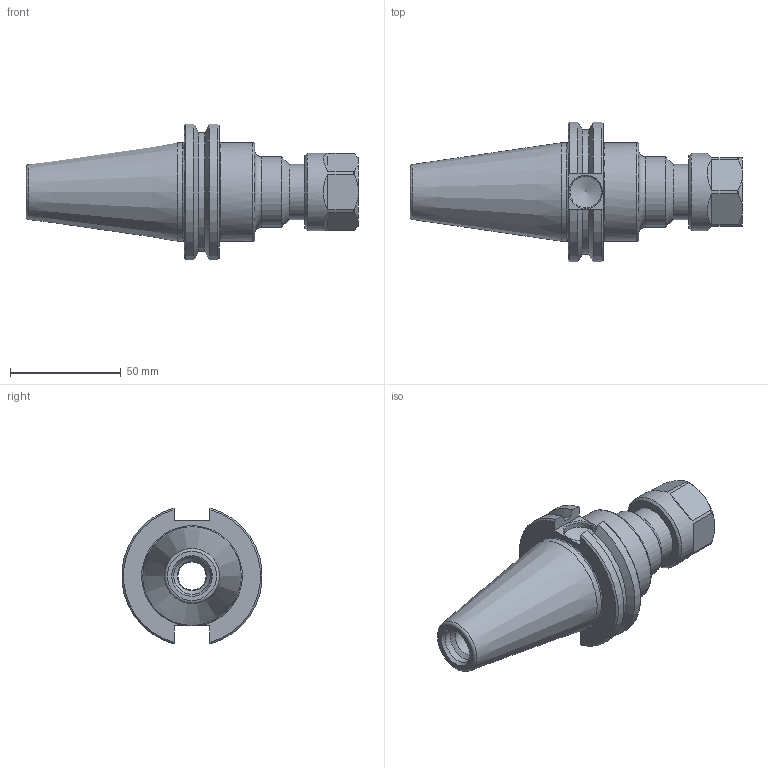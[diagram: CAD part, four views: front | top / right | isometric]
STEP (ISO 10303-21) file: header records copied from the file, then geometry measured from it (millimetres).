
FILE_DESCRIPTION((''),'2;1');
FILE_NAME('C40-20ER322CN.stp','2014-07-25T09:08:03',('kaykin'),(''),'Autodesk Inventor 2012','Autodesk Inventor 2012','');
FILE_SCHEMA(('AUTOMOTIVE_DESIGN { 1 0 10303 214 1 1 1 1 }'));
Length unit declared in the file: inch
Products named in the file (3): C40-20ER322CN; C40-20ER3-1; 20ERHCN
Assembly tree (2 placements, depth 2):
  C40-20ER322CN
    C40-20ER3-1
    20ERHCN
Bounding box: 150.05 x 63.26 x 61.38 mm (x, y, z)
Volume: 147789.7 mm3; surface area: 32176.3 mm2
Topology: 2 solids, 2 shells, 89 faces, 223 edges, 142 vertices
Faces by surface type: plane 29, cone 28, cylinder 21, torus 11
Full cylindrical faces by diameter (mm): 12.751 x1, 13.386 x1, 14.3 x1, 14.478 x1, 15.76 x1, 16.459 x1, 20.83 x1, 23.5 x1, 25 x1, 26 x1, 31.75 x1, 35 x1, 44.45 x2
Entity records: 2632 total; most frequent: CARTESIAN_POINT 593, DIRECTION 412, ORIENTED_EDGE 364, EDGE_CURVE 182, AXIS2_PLACEMENT_3D 178, VERTEX_POINT 134, EDGE_LOOP 130, FACE_OUTER_BOUND 89
